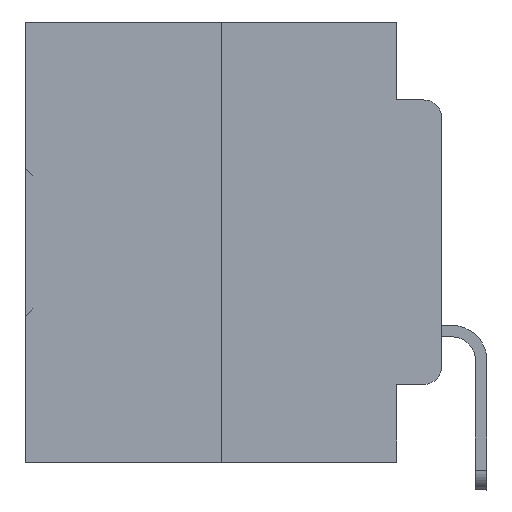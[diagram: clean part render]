
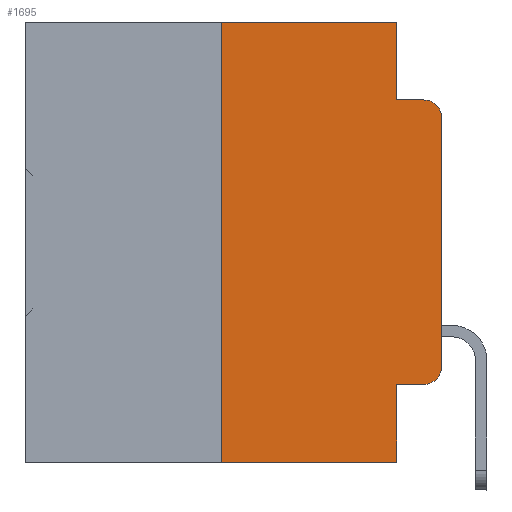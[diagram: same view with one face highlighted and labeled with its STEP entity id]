
A CAD part, left-side view. The second image highlights one B-rep face of the part: STEP entity #1695.
In plain terms, the highlighted planar face has unit normal (-1, 0, 0).
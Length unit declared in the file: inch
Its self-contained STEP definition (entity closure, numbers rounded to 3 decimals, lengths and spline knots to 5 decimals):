
#592 = CARTESIAN_POINT ( 'NONE',  ( 0., 0.473, -0.5 ) ) ;
#854 = EDGE_CURVE ( 'NONE', #33548, #2429, #25939, .T. ) ;
#900 = CARTESIAN_POINT ( 'NONE',  ( 0., 0.473, 0. ) ) ;
#1308 = DIRECTION ( 'NONE',  ( 0., 0., 1. ) ) ;
#1695 = ADVANCED_FACE ( 'NONE', ( #10076 ), #11229, .F. ) ;
#2391 = CARTESIAN_POINT ( 'NONE',  ( 0., 0.02, -0.3915 ) ) ;
#2429 = VERTEX_POINT ( 'NONE', #13034 ) ;
#3257 = DIRECTION ( 'NONE',  ( 0., 0., -1. ) ) ;
#3392 = CARTESIAN_POINT ( 'NONE',  ( 0., 0.02, -0.4115 ) ) ;
#3785 = EDGE_CURVE ( 'NONE', #30376, #8972, #13962, .T. ) ;
#3960 = ORIENTED_EDGE ( 'NONE', *, *, #7971, .F. ) ;
#4149 = VECTOR ( 'NONE', #19609, 39.37008 ) ;
#5454 = EDGE_CURVE ( 'NONE', #31261, #26081, #24934, .T. ) ;
#5484 = VECTOR ( 'NONE', #9089, 39.37008 ) ;
#5828 = CARTESIAN_POINT ( 'NONE',  ( 0., 0.051, 0. ) ) ;
#6579 = CARTESIAN_POINT ( 'NONE',  ( 0., 0.051, -0.4115 ) ) ;
#7152 = EDGE_CURVE ( 'NONE', #19843, #33548, #25301, .T. ) ;
#7691 = CARTESIAN_POINT ( 'NONE',  ( 0., 0.473, 0. ) ) ;
#7971 = EDGE_CURVE ( 'NONE', #8972, #14152, #32692, .T. ) ;
#8285 = VERTEX_POINT ( 'NONE', #23971 ) ;
#8310 = CARTESIAN_POINT ( 'NONE',  ( 0., 0.051, -0.0885 ) ) ;
#8378 = ORIENTED_EDGE ( 'NONE', *, *, #25977, .F. ) ;
#8610 = CARTESIAN_POINT ( 'NONE',  ( 0., 0.02, -0.1085 ) ) ;
#8972 = VERTEX_POINT ( 'NONE', #35180 ) ;
#9089 = DIRECTION ( 'NONE',  ( 0., -1., 0. ) ) ;
#9443 = ORIENTED_EDGE ( 'NONE', *, *, #26704, .T. ) ;
#10076 = FACE_OUTER_BOUND ( 'NONE', #23664, .T. ) ;
#10247 = VECTOR ( 'NONE', #30274, 39.37008 ) ;
#10275 = VERTEX_POINT ( 'NONE', #3392 ) ;
#10506 = CARTESIAN_POINT ( 'NONE',  ( 0., 0., 0. ) ) ;
#10538 = ORIENTED_EDGE ( 'NONE', *, *, #11915, .F. ) ;
#11229 = PLANE ( 'NONE',  #33938 ) ;
#11915 = EDGE_CURVE ( 'NONE', #14152, #2429, #31123, .T. ) ;
#13033 = ORIENTED_EDGE ( 'NONE', *, *, #3785, .F. ) ;
#13034 = CARTESIAN_POINT ( 'NONE',  ( 0., 0.02, -0.0885 ) ) ;
#13072 = VECTOR ( 'NONE', #27975, 39.37008 ) ;
#13928 = DIRECTION ( 'NONE',  ( 0., -1., 0. ) ) ;
#13962 = LINE ( 'NONE', #7691, #13072 ) ;
#14152 = VERTEX_POINT ( 'NONE', #31951 ) ;
#14634 = VECTOR ( 'NONE', #3257, 39.37008 ) ;
#16322 = DIRECTION ( 'NONE',  ( -1., 0., 0. ) ) ;
#17710 = ORIENTED_EDGE ( 'NONE', *, *, #7152, .T. ) ;
#18350 = CARTESIAN_POINT ( 'NONE',  ( 0., 0.25, 0. ) ) ;
#18954 = ORIENTED_EDGE ( 'NONE', *, *, #854, .T. ) ;
#19609 = DIRECTION ( 'NONE',  ( 0., -1., 0. ) ) ;
#19772 = CARTESIAN_POINT ( 'NONE',  ( 0., 0.25, 0. ) ) ;
#19843 = VERTEX_POINT ( 'NONE', #34381 ) ;
#20121 = DIRECTION ( 'NONE',  ( 0., 0., -1. ) ) ;
#20159 = CARTESIAN_POINT ( 'NONE',  ( 0., 0.051, 0. ) ) ;
#20421 = DIRECTION ( 'NONE',  ( 1., 0., 0. ) ) ;
#22241 = AXIS2_PLACEMENT_3D ( 'NONE', #2391, #16322, #27219 ) ;
#23272 = ORIENTED_EDGE ( 'NONE', *, *, #29963, .T. ) ;
#23664 = EDGE_LOOP ( 'NONE', ( #17710, #18954, #10538, #3960, #13033, #8378, #23272, #24664, #31517, #9443 ) ) ;
#23971 = CARTESIAN_POINT ( 'NONE',  ( 0., 0.25, -0.5 ) ) ;
#24664 = ORIENTED_EDGE ( 'NONE', *, *, #5454, .F. ) ;
#24934 = LINE ( 'NONE', #5828, #33292 ) ;
#25301 = LINE ( 'NONE', #10506, #10247 ) ;
#25939 = CIRCLE ( 'NONE', #28511, 0.02 ) ;
#25977 = EDGE_CURVE ( 'NONE', #8285, #30376, #28612, .T. ) ;
#26081 = VERTEX_POINT ( 'NONE', #30083 ) ;
#26701 = CARTESIAN_POINT ( 'NONE',  ( 0., 0., -0.1085 ) ) ;
#26704 = EDGE_CURVE ( 'NONE', #10275, #19843, #30773, .T. ) ;
#27219 = DIRECTION ( 'NONE',  ( 0., 0., -1. ) ) ;
#27731 = VECTOR ( 'NONE', #1308, 39.37008 ) ;
#27975 = DIRECTION ( 'NONE',  ( 0., -1., 0. ) ) ;
#28007 = CARTESIAN_POINT ( 'NONE',  ( 0., 0.051, -0.4115 ) ) ;
#28069 = DIRECTION ( 'NONE',  ( 0., 0., -1. ) ) ;
#28511 = AXIS2_PLACEMENT_3D ( 'NONE', #8610, #28651, #20121 ) ;
#28612 = LINE ( 'NONE', #18350, #27731 ) ;
#28651 = DIRECTION ( 'NONE',  ( -1., 0., 0. ) ) ;
#28837 = DIRECTION ( 'NONE',  ( 0., 0., -1. ) ) ;
#29339 = VECTOR ( 'NONE', #13928, 39.37008 ) ;
#29963 = EDGE_CURVE ( 'NONE', #8285, #26081, #32025, .T. ) ;
#30083 = CARTESIAN_POINT ( 'NONE',  ( 0., 0.051, -0.5 ) ) ;
#30274 = DIRECTION ( 'NONE',  ( 0., 0., 1. ) ) ;
#30376 = VERTEX_POINT ( 'NONE', #19772 ) ;
#30712 = LINE ( 'NONE', #28007, #4149 ) ;
#30773 = CIRCLE ( 'NONE', #22241, 0.02 ) ;
#30952 = EDGE_CURVE ( 'NONE', #31261, #10275, #30712, .T. ) ;
#31123 = LINE ( 'NONE', #8310, #29339 ) ;
#31261 = VERTEX_POINT ( 'NONE', #6579 ) ;
#31517 = ORIENTED_EDGE ( 'NONE', *, *, #30952, .T. ) ;
#31951 = CARTESIAN_POINT ( 'NONE',  ( 0., 0.051, -0.0885 ) ) ;
#32025 = LINE ( 'NONE', #592, #5484 ) ;
#32692 = LINE ( 'NONE', #20159, #14634 ) ;
#33292 = VECTOR ( 'NONE', #28069, 39.37008 ) ;
#33548 = VERTEX_POINT ( 'NONE', #26701 ) ;
#33938 = AXIS2_PLACEMENT_3D ( 'NONE', #900, #20421, #28837 ) ;
#34381 = CARTESIAN_POINT ( 'NONE',  ( 0., 0., -0.3915 ) ) ;
#35180 = CARTESIAN_POINT ( 'NONE',  ( 0., 0.051, 0. ) ) ;
